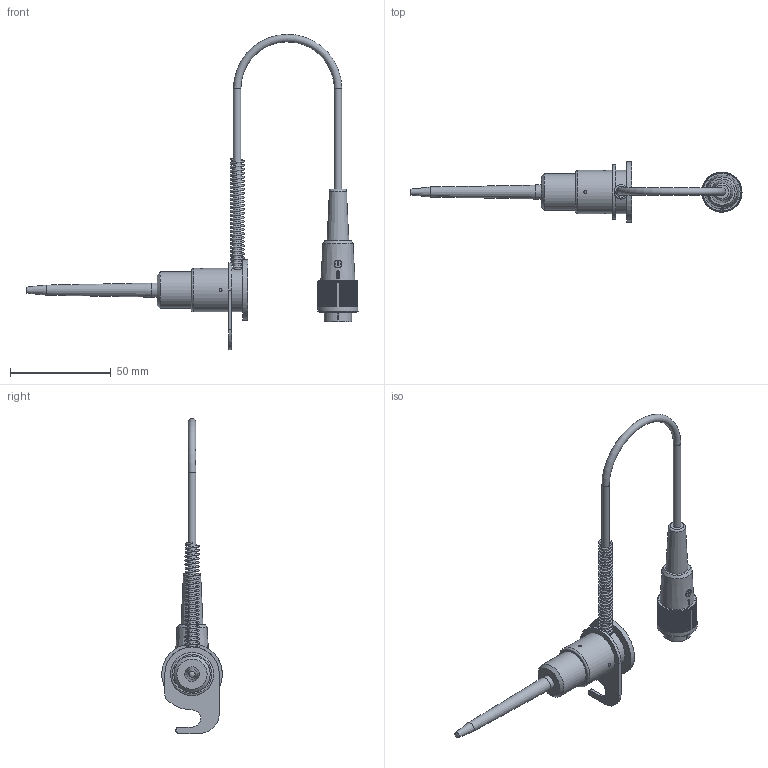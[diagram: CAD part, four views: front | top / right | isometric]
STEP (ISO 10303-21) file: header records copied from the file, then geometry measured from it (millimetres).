
FILE_DESCRIPTION(/* description */ (''),/* implementation_level */ '2;1');
FILE_NAME(/* name */ '1610 2065_XS1Q-65-110L10.stp',/* time_stamp */ '2025-03-19T19:49:01+01:00',/* author */ ('kuttig'),/* organization */ (''),/* preprocessor_version */ 'ST-DEVELOPER v16.13',/* originating_system */ 'Autodesk Inventor 2018',/* authorisation */ '');
FILE_SCHEMA (('AUTOMOTIVE_DESIGN { 1 0 10303 214 3 1 1 }'));
Length unit declared in the file: millimetre
Products named in the file (1): 1610 2065_XS1Q-65-110L10_Shrinkwrap_1
Bounding box: 164.69 x 29.98 x 156.35 mm (x, y, z)
Volume: 26803.1 mm3; surface area: 19946.8 mm2
Topology: 6 solids, 6 shells, 409 faces, 1131 edges, 741 vertices
Faces by surface type: plane 325, cylinder 47, cone 18, torus 7, bspline 7, sphere 5
Full cylindrical faces by diameter (mm): 1 x1, 1.49 x3, 1.5 x4, 2.459 x1, 3.7 x3, 7 x2, 7.2 x1, 8.917 x1, 10 x1, 10.2 x1, 13.6 x1, 13.9 x1, 17.1 x1, 18 x2, 19.9 x1, 21.5 x1, 30 x1
Entity records: 16873 total; most frequent: CARTESIAN_POINT 6080, DIRECTION 2197, ORIENTED_EDGE 2090, EDGE_CURVE 1045, AXIS2_PLACEMENT_3D 777, VERTEX_POINT 712, LINE 643, VECTOR 643
